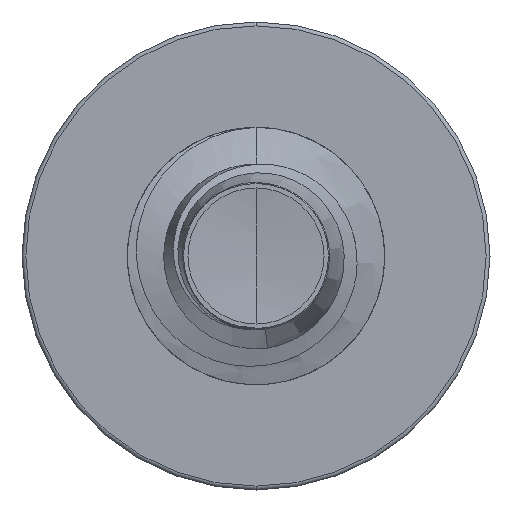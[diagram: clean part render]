
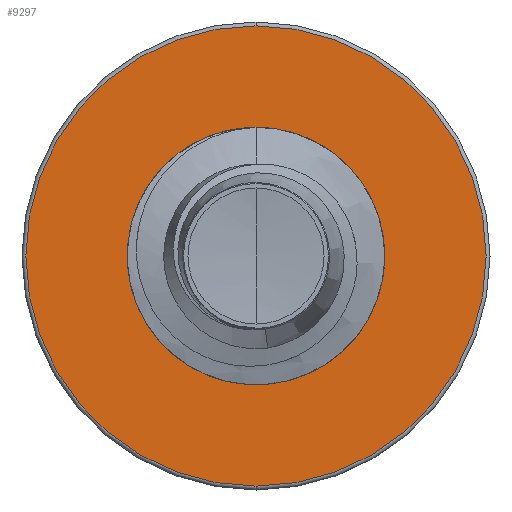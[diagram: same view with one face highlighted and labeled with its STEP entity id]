
A CAD part, front view. The second image highlights one B-rep face of the part: STEP entity #9297.
In plain terms, the highlighted planar face has unit normal (0, -1, 0).
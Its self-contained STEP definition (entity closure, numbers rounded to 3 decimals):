
#124 = CARTESIAN_POINT ( 'NONE',  ( 0., 6.5, 0. ) ) ;
#1039 = AXIS2_PLACEMENT_3D ( 'NONE', #4055, #12198, #5228 ) ;
#1259 = DIRECTION ( 'NONE',  ( 0., 0., 1. ) ) ;
#1500 = CIRCLE ( 'NONE', #10318, 1.05 ) ;
#2352 = CARTESIAN_POINT ( 'NONE',  ( 0., 6.5, 0. ) ) ;
#2362 = CIRCLE ( 'NONE', #14630, 1.967 ) ;
#2422 = EDGE_CURVE ( 'NONE', #12126, #13398, #1500, .T. ) ;
#2903 = VERTEX_POINT ( 'NONE', #14467 ) ;
#3299 = DIRECTION ( 'NONE',  ( 0., 1., 0. ) ) ;
#3515 = DIRECTION ( 'NONE',  ( 0., 0., 1. ) ) ;
#3607 = FACE_BOUND ( 'NONE', #7463, .T. ) ;
#4046 = EDGE_CURVE ( 'NONE', #4109, #2903, #2362, .T. ) ;
#4055 = CARTESIAN_POINT ( 'NONE',  ( 0., 6.5, 0. ) ) ;
#4109 = VERTEX_POINT ( 'NONE', #11620 ) ;
#4457 = CARTESIAN_POINT ( 'NONE',  ( 0., 6.5, -1.05 ) ) ;
#4500 = ORIENTED_EDGE ( 'NONE', *, *, #13673, .F. ) ;
#5164 = CARTESIAN_POINT ( 'NONE',  ( 0., 6.5, 0. ) ) ;
#5228 = DIRECTION ( 'NONE',  ( 0., 0., 1. ) ) ;
#6352 = DIRECTION ( 'NONE',  ( 0., 0., 1. ) ) ;
#6738 = CIRCLE ( 'NONE', #14947, 1.967 ) ;
#6820 = CARTESIAN_POINT ( 'NONE',  ( 0., 6.5, 1.05 ) ) ;
#7463 = EDGE_LOOP ( 'NONE', ( #8794, #9274 ) ) ;
#8239 = DIRECTION ( 'NONE',  ( 0., 1., 0. ) ) ;
#8794 = ORIENTED_EDGE ( 'NONE', *, *, #12655, .T. ) ;
#9054 = ORIENTED_EDGE ( 'NONE', *, *, #4046, .F. ) ;
#9274 = ORIENTED_EDGE ( 'NONE', *, *, #2422, .T. ) ;
#9297 = ADVANCED_FACE ( 'NONE', ( #9819, #3607 ), #13744, .F. ) ;
#9403 = CARTESIAN_POINT ( 'NONE',  ( 0., 6.5, -1.05 ) ) ;
#9819 = FACE_OUTER_BOUND ( 'NONE', #13443, .T. ) ;
#10318 = AXIS2_PLACEMENT_3D ( 'NONE', #5164, #13268, #6352 ) ;
#10499 = DIRECTION ( 'NONE',  ( 0., 1., 0. ) ) ;
#11620 = CARTESIAN_POINT ( 'NONE',  ( 0., 6.5, 1.967 ) ) ;
#11633 = CIRCLE ( 'NONE', #1039, 1.05 ) ;
#12126 = VERTEX_POINT ( 'NONE', #9403 ) ;
#12198 = DIRECTION ( 'NONE',  ( 0., 1., 0. ) ) ;
#12339 = AXIS2_PLACEMENT_3D ( 'NONE', #4457, #3299, #14868 ) ;
#12655 = EDGE_CURVE ( 'NONE', #13398, #12126, #11633, .T. ) ;
#13268 = DIRECTION ( 'NONE',  ( 0., 1., 0. ) ) ;
#13398 = VERTEX_POINT ( 'NONE', #6820 ) ;
#13443 = EDGE_LOOP ( 'NONE', ( #9054, #4500 ) ) ;
#13673 = EDGE_CURVE ( 'NONE', #2903, #4109, #6738, .T. ) ;
#13744 = PLANE ( 'NONE',  #12339 ) ;
#14467 = CARTESIAN_POINT ( 'NONE',  ( 0., 6.5, -1.967 ) ) ;
#14630 = AXIS2_PLACEMENT_3D ( 'NONE', #2352, #10499, #3515 ) ;
#14868 = DIRECTION ( 'NONE',  ( 0., 0., 1. ) ) ;
#14947 = AXIS2_PLACEMENT_3D ( 'NONE', #124, #8239, #1259 ) ;
